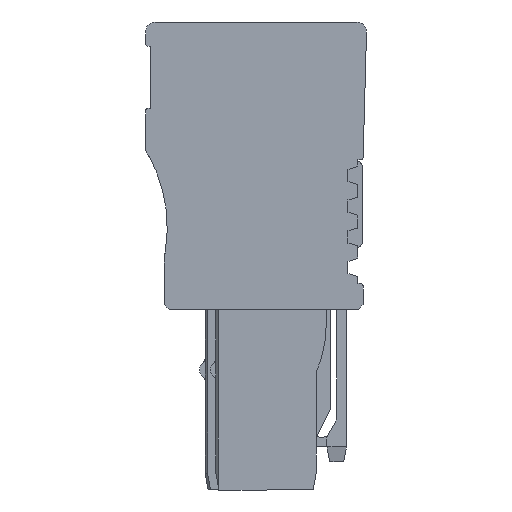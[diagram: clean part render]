
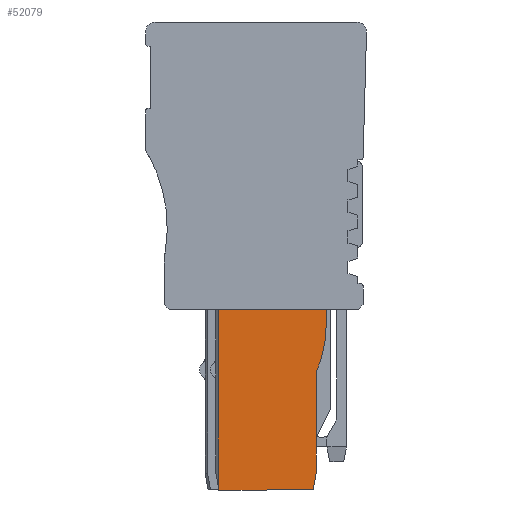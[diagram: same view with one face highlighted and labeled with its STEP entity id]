
A CAD part, left-side view. The second image highlights one B-rep face of the part: STEP entity #52079.
In plain terms, the highlighted planar face has unit normal (-1, 0, 0).
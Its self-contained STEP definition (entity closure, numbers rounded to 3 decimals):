
#49737=AXIS2_PLACEMENT_3D('Circle Axis2P3D',#49735,#49736,$) ;
#52055=AXIS2_PLACEMENT_3D('Plane Axis2P3D',#52052,#52053,#52054) ;
#48417=CARTESIAN_POINT('Vertex',(0.7,5.392,0.)) ;
#48420=CARTESIAN_POINT('Line Origine',(0.7,10.154,0.)) ;
#48424=CARTESIAN_POINT('Vertex',(0.7,14.917,0.)) ;
#49365=CARTESIAN_POINT('Line Origine',(0.7,14.967,9.267)) ;
#49369=CARTESIAN_POINT('Vertex',(0.7,14.967,18.25)) ;
#49371=CARTESIAN_POINT('Vertex',(0.7,14.967,0.284)) ;
#49417=CARTESIAN_POINT('Line Origine',(0.7,14.942,0.142)) ;
#49732=CARTESIAN_POINT('Vertex',(0.7,4.092,16.445)) ;
#49735=CARTESIAN_POINT('Axis2P3D Location',(0.7,15.092,16.492)) ;
#49739=CARTESIAN_POINT('Vertex',(0.7,5.092,11.91)) ;
#51585=CARTESIAN_POINT('Line Origine',(0.7,5.242,0.85)) ;
#51589=CARTESIAN_POINT('Vertex',(0.7,5.092,1.701)) ;
#52021=CARTESIAN_POINT('Line Origine',(0.7,5.092,6.805)) ;
#52052=CARTESIAN_POINT('Axis2P3D Location',(0.7,4.092,0.)) ;
#52057=CARTESIAN_POINT('Line Origine',(0.7,9.529,18.25)) ;
#52061=CARTESIAN_POINT('Vertex',(0.7,4.092,18.25)) ;
#52064=CARTESIAN_POINT('Line Origine',(0.7,4.092,17.348)) ;
#48421=DIRECTION('Vector Direction',(0.,-1.,0.)) ;
#49366=DIRECTION('Vector Direction',(0.,0.,-1.)) ;
#49418=DIRECTION('Vector Direction',(0.,0.174,0.985)) ;
#49736=DIRECTION('Axis2P3D Direction',(-1.,0.,0.)) ;
#51586=DIRECTION('Vector Direction',(0.,-0.174,0.985)) ;
#52022=DIRECTION('Vector Direction',(0.,0.,1.)) ;
#52053=DIRECTION('Axis2P3D Direction',(-1.,0.,0.)) ;
#52054=DIRECTION('Axis2P3D XDirection',(0.,1.,0.)) ;
#52058=DIRECTION('Vector Direction',(0.,1.,0.)) ;
#52065=DIRECTION('Vector Direction',(0.,0.,-1.)) ;
#48422=VECTOR('Line Direction',#48421,1.) ;
#49367=VECTOR('Line Direction',#49366,1.) ;
#49419=VECTOR('Line Direction',#49418,1.) ;
#51587=VECTOR('Line Direction',#51586,1.) ;
#52023=VECTOR('Line Direction',#52022,1.) ;
#52059=VECTOR('Line Direction',#52058,1.) ;
#52066=VECTOR('Line Direction',#52065,1.) ;
#52070=ORIENTED_EDGE('',*,*,#52063,.F.) ;
#52071=ORIENTED_EDGE('',*,*,#49373,.T.) ;
#52072=ORIENTED_EDGE('',*,*,#49421,.F.) ;
#52073=ORIENTED_EDGE('',*,*,#48426,.T.) ;
#52074=ORIENTED_EDGE('',*,*,#51591,.T.) ;
#52075=ORIENTED_EDGE('',*,*,#52025,.F.) ;
#52076=ORIENTED_EDGE('',*,*,#49741,.F.) ;
#52077=ORIENTED_EDGE('',*,*,#52068,.T.) ;
#52079=ADVANCED_FACE('GH_ZP4-1AN.1\\GH_ZP_M2NA_STA',(#52078),#52056,.T.) ;
#49738=CIRCLE('generated circle',#49737,11.) ;
#48426=EDGE_CURVE('',#48425,#48418,#48423,.T.) ;
#49373=EDGE_CURVE('',#49370,#49372,#49368,.T.) ;
#49421=EDGE_CURVE('',#48425,#49372,#49420,.T.) ;
#49741=EDGE_CURVE('',#49733,#49740,#49738,.F.) ;
#51591=EDGE_CURVE('',#48418,#51590,#51588,.T.) ;
#52025=EDGE_CURVE('',#49740,#51590,#52024,.F.) ;
#52063=EDGE_CURVE('',#49370,#52062,#52060,.F.) ;
#52068=EDGE_CURVE('',#49733,#52062,#52067,.F.) ;
#52069=EDGE_LOOP('',(#52070,#52071,#52072,#52073,#52074,#52075,#52076,#52077)) ;
#52078=FACE_OUTER_BOUND('',#52069,.T.) ;
#48423=LINE('Line',#48420,#48422) ;
#49368=LINE('Line',#49365,#49367) ;
#49420=LINE('Line',#49417,#49419) ;
#51588=LINE('Line',#51585,#51587) ;
#52024=LINE('Line',#52021,#52023) ;
#52060=LINE('Line',#52057,#52059) ;
#52067=LINE('Line',#52064,#52066) ;
#52056=PLANE('',#52055) ;
#48418=VERTEX_POINT('',#48417) ;
#48425=VERTEX_POINT('',#48424) ;
#49370=VERTEX_POINT('',#49369) ;
#49372=VERTEX_POINT('',#49371) ;
#49733=VERTEX_POINT('',#49732) ;
#49740=VERTEX_POINT('',#49739) ;
#51590=VERTEX_POINT('',#51589) ;
#52062=VERTEX_POINT('',#52061) ;
